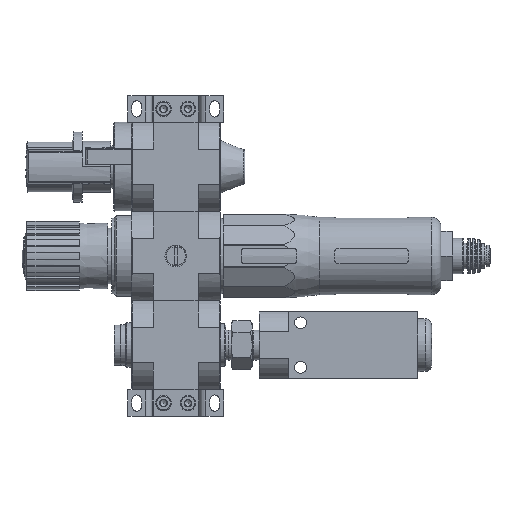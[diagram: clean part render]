
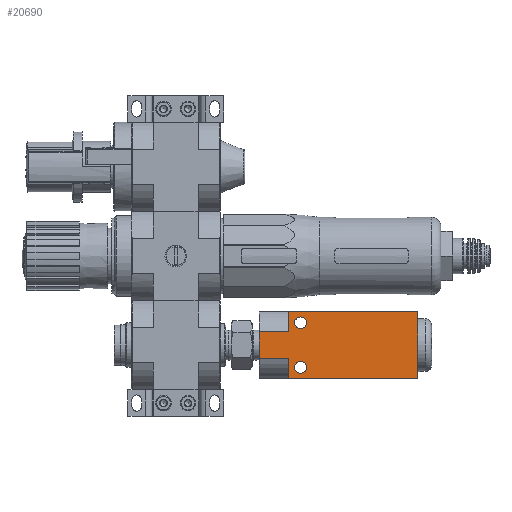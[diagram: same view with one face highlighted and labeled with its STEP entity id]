
A CAD part, left-side view. The second image highlights one B-rep face of the part: STEP entity #20690.
In plain terms, the highlighted planar face has unit normal (-1, 0, 0).
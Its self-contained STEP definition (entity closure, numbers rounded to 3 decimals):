
#2006=CIRCLE('',#29469,2.65);
#2007=CIRCLE('',#29470,2.65);
#6907=ORIENTED_EDGE('',*,*,#10326,.T.);
#6908=ORIENTED_EDGE('',*,*,#10327,.T.);
#6909=ORIENTED_EDGE('',*,*,#10328,.T.);
#6910=ORIENTED_EDGE('',*,*,#10329,.T.);
#6911=ORIENTED_EDGE('',*,*,#10330,.F.);
#6912=ORIENTED_EDGE('',*,*,#10067,.F.);
#6913=ORIENTED_EDGE('',*,*,#10331,.T.);
#6914=ORIENTED_EDGE('',*,*,#10332,.T.);
#6915=ORIENTED_EDGE('',*,*,#10333,.F.);
#6916=ORIENTED_EDGE('',*,*,#10324,.T.);
#10067=EDGE_CURVE('',#12248,#12242,#13695,.T.);
#10324=EDGE_CURVE('',#12459,#12458,#13921,.T.);
#10326=EDGE_CURVE('',#12460,#12460,#2006,.T.);
#10327=EDGE_CURVE('',#12461,#12461,#2007,.T.);
#10328=EDGE_CURVE('',#12458,#12462,#13923,.T.);
#10329=EDGE_CURVE('',#12462,#12463,#13924,.T.);
#10330=EDGE_CURVE('',#12242,#12463,#13925,.T.);
#10331=EDGE_CURVE('',#12248,#12464,#13926,.T.);
#10332=EDGE_CURVE('',#12464,#12465,#13927,.T.);
#10333=EDGE_CURVE('',#12459,#12465,#13928,.T.);
#12242=VERTEX_POINT('',#41860);
#12248=VERTEX_POINT('',#41872);
#12458=VERTEX_POINT('',#42406);
#12459=VERTEX_POINT('',#42408);
#12460=VERTEX_POINT('',#42412);
#12461=VERTEX_POINT('',#42414);
#12462=VERTEX_POINT('',#42416);
#12463=VERTEX_POINT('',#42418);
#12464=VERTEX_POINT('',#42421);
#12465=VERTEX_POINT('',#42423);
#13695=LINE('',#41873,#15182);
#13921=LINE('',#42407,#15408);
#13923=LINE('',#42415,#15410);
#13924=LINE('',#42417,#15411);
#13925=LINE('',#42419,#15412);
#13926=LINE('',#42420,#15413);
#13927=LINE('',#42422,#15414);
#13928=LINE('',#42424,#15415);
#15182=VECTOR('',#34771,1000.);
#15408=VECTOR('',#35161,1000.);
#15410=VECTOR('',#35169,1000.);
#15411=VECTOR('',#35170,1000.);
#15412=VECTOR('',#35171,1000.);
#15413=VECTOR('',#35172,1000.);
#15414=VECTOR('',#35173,1000.);
#15415=VECTOR('',#35174,1000.);
#17044=EDGE_LOOP('',(#6907));
#17045=EDGE_LOOP('',(#6908));
#17046=EDGE_LOOP('',(#6909,#6910,#6911,#6912,#6913,#6914,#6915,#6916));
#18710=FACE_BOUND('',#17044,.T.);
#18711=FACE_BOUND('',#17045,.T.);
#18712=FACE_BOUND('',#17046,.T.);
#19507=PLANE('',#29468);
#20690=ADVANCED_FACE('',(#18710,#18711,#18712),#19507,.F.);
#29468=AXIS2_PLACEMENT_3D('',#42410,#35163,#35164);
#29469=AXIS2_PLACEMENT_3D('',#42411,#35165,#35166);
#29470=AXIS2_PLACEMENT_3D('',#42413,#35167,#35168);
#34771=DIRECTION('',(0.,0.,-1.));
#35161=DIRECTION('',(0.,0.,-1.));
#35163=DIRECTION('',(1.,0.,0.));
#35164=DIRECTION('',(0.,0.,-1.));
#35165=DIRECTION('',(1.,0.,0.));
#35166=DIRECTION('',(0.,0.,-1.));
#35167=DIRECTION('',(1.,0.,0.));
#35168=DIRECTION('',(0.,0.,-1.));
#35169=DIRECTION('',(0.,-1.,0.));
#35170=DIRECTION('',(0.,0.,1.));
#35171=DIRECTION('',(0.,1.,0.));
#35172=DIRECTION('',(0.,1.,0.));
#35173=DIRECTION('',(0.,0.,1.));
#35174=DIRECTION('',(0.,-1.,0.));
#41860=CARTESIAN_POINT('',(0.,0.,-6.));
#41872=CARTESIAN_POINT('',(0.,0.,6.));
#41873=CARTESIAN_POINT('',(0.,0.,15.));
#42406=CARTESIAN_POINT('',(0.,71.2,-15.));
#42407=CARTESIAN_POINT('',(0.,71.2,15.));
#42408=CARTESIAN_POINT('',(0.,71.2,15.));
#42410=CARTESIAN_POINT('',(0.,71.2,15.));
#42411=CARTESIAN_POINT('',(0.,18.5,-10.));
#42412=CARTESIAN_POINT('',(0.,18.5,-12.65));
#42413=CARTESIAN_POINT('',(0.,18.5,10.));
#42414=CARTESIAN_POINT('',(0.,18.5,7.35));
#42415=CARTESIAN_POINT('',(0.,71.2,-15.));
#42416=CARTESIAN_POINT('',(0.,13.1,-15.));
#42417=CARTESIAN_POINT('',(0.,13.1,15.));
#42418=CARTESIAN_POINT('',(0.,13.1,-6.));
#42419=CARTESIAN_POINT('',(0.,-1.9,-6.));
#42420=CARTESIAN_POINT('',(0.,-1.9,6.));
#42421=CARTESIAN_POINT('',(0.,13.1,6.));
#42422=CARTESIAN_POINT('',(0.,13.1,15.));
#42423=CARTESIAN_POINT('',(0.,13.1,15.));
#42424=CARTESIAN_POINT('',(0.,71.2,15.));
